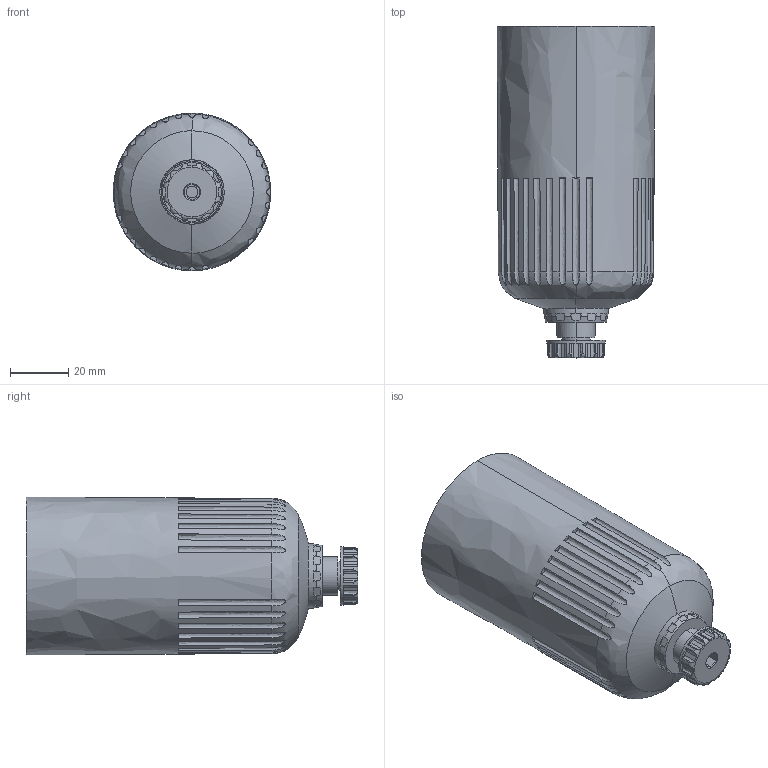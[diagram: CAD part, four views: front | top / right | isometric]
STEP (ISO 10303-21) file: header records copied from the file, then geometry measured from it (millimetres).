
FILE_DESCRIPTION(/* description */ (''),/* implementation_level */ '2;1');
FILE_NAME(/* name */ 'C33H~N4H',/* time_stamp */ '2018-12-12T16:03:11+01:00',/* author */ (''),/* organization */ (''),/* preprocessor_version */ 'ST-DEVELOPER v15',/* originating_system */ '',/* authorisation */ '');
FILE_SCHEMA (('CONFIG_CONTROL_DESIGN'));
Length unit declared in the file: millimetre
Products named in the file (1): Document
Bounding box: 53.91 x 113.5 x 53.96 mm (x, y, z)
Surface area: 20151.5 mm2 (no closed solid volume)
Topology: 0 solids, 197 shells, 208 faces, 1170 edges, 1148 vertices
Faces by surface type: bspline 109, plane 99
Entity records: 15540 total; most frequent: CARTESIAN_POINT 9915, ORIENTED_EDGE 1192, EDGE_CURVE 1170, VERTEX_POINT 1148, B_SPLINE_CURVE_WITH_KNOTS 700, EDGE_LOOP 213, ADVANCED_FACE 208, FACE_OUTER_BOUND 208
